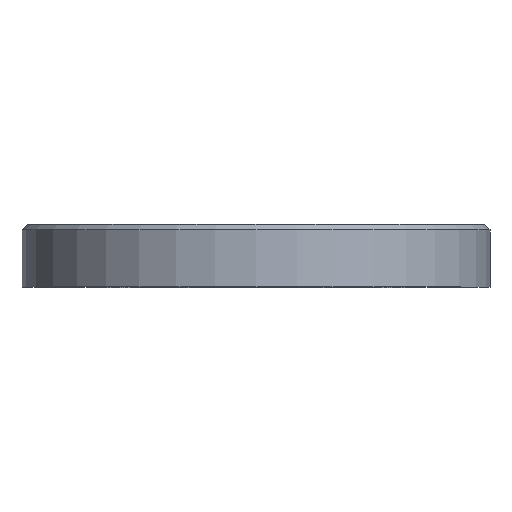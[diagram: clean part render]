
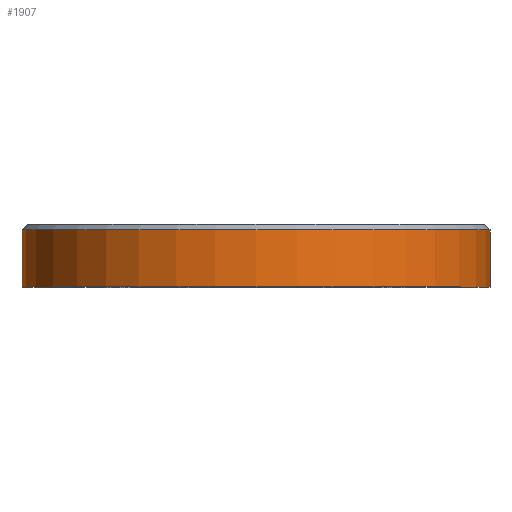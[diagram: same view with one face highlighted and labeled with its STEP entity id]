
A CAD part, top view. The second image highlights one B-rep face of the part: STEP entity #1907.
In plain terms, the highlighted cylindrical face has radius 22.5 mm (diameter 45 mm), a full revolution.
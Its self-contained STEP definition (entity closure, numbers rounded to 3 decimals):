
#228=FACE_OUTER_BOUND('',#343,.T.);
#343=EDGE_LOOP('',(#1739,#1740,#1741,#1742));
#583=LINE('',#3085,#809);
#809=VECTOR('',#2551,22.5);
#842=CIRCLE('',#2054,22.5);
#843=CIRCLE('',#2056,22.5);
#1012=VERTEX_POINT('',#3080);
#1013=VERTEX_POINT('',#3084);
#1271=EDGE_CURVE('',#1012,#1012,#842,.T.);
#1272=EDGE_CURVE('',#1012,#1013,#583,.T.);
#1273=EDGE_CURVE('',#1013,#1013,#843,.T.);
#1739=ORIENTED_EDGE('',*,*,#1271,.F.);
#1740=ORIENTED_EDGE('',*,*,#1272,.T.);
#1741=ORIENTED_EDGE('',*,*,#1273,.T.);
#1742=ORIENTED_EDGE('',*,*,#1272,.F.);
#1807=CYLINDRICAL_SURFACE('',#2055,22.5);
#1907=ADVANCED_FACE('',(#228),#1807,.T.);
#2054=AXIS2_PLACEMENT_3D('',#3082,#2547,#2548);
#2055=AXIS2_PLACEMENT_3D('',#3083,#2549,#2550);
#2056=AXIS2_PLACEMENT_3D('',#3086,#2552,#2553);
#2547=DIRECTION('center_axis',(0.,1.,0.));
#2548=DIRECTION('ref_axis',(1.,0.,0.));
#2549=DIRECTION('center_axis',(0.,1.,0.));
#2550=DIRECTION('ref_axis',(1.,0.,0.));
#2551=DIRECTION('',(0.,-1.,0.));
#2552=DIRECTION('center_axis',(0.,1.,0.));
#2553=DIRECTION('ref_axis',(1.,0.,0.));
#3080=CARTESIAN_POINT('',(-22.5,5.5,0.));
#3082=CARTESIAN_POINT('Origin',(0.,5.5,0.));
#3083=CARTESIAN_POINT('Origin',(0.,0.,0.));
#3084=CARTESIAN_POINT('',(-22.5,0.,0.));
#3085=CARTESIAN_POINT('',(-22.5,0.,0.));
#3086=CARTESIAN_POINT('Origin',(0.,0.,0.));
